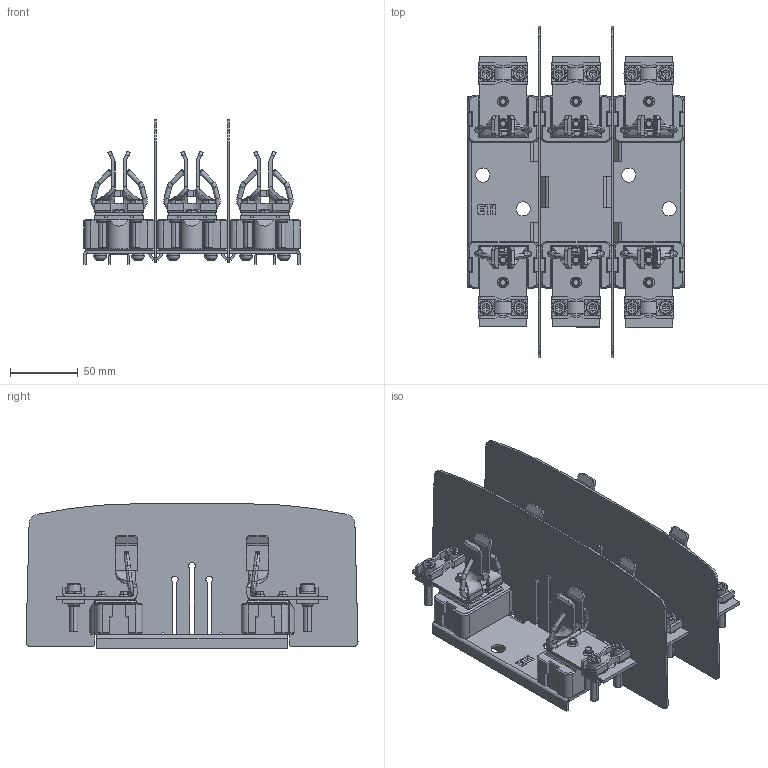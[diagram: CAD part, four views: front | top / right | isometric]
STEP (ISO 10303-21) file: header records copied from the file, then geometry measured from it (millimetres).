
FILE_DESCRIPTION((''),'2;1');
FILE_NAME('004123100_PK1_M10-M10_1P_S_ASM','2023-10-23T13:29:25',('klemen.sitar'),('Audax d.o.o.'),'CREO PARAMETRIC BY PTC INC, 2021304','CREO PARAMETRIC BY PTC INC, 2021304','');
FILE_SCHEMA(('AP242_MANAGED_MODEL_BASED_3D_ENGINEERING_MIM_LF { 1 0 10303 442 1 1 4 }'));
Length unit declared in the file: millimetre
Products named in the file (29): 0000039208_1_1; BARRIER_ASM; PRT0115_1; 0000032892_AF0_1_1_2_1; 0000032892_AF1_1_1; 0000044574_1_1_2_3_1; 0000032602_1_1; PRT0002; BASE_ASM; 0000038637_1_1_2_1; 0000038447_1_1_2_3_1; 0000038645_AF0_1_1_2_3_1; 0000032808_1_1; 0000032606_1_1_2_3_4_1; 0000053839_1_1_1_1; 0000053840_1_1_1_1; 0000053822_1_1_1_1; 0000053842_1_1_1_1; S12_BOT_ASM; CERAMIC_BOT_ASM; 0000038645_AF1_1_1_2_3_1; 0000053822_1_1; 0000053839_1_1; 0000053840_1_1; 0000053842_1_1; S12_TOP__ASM; CERAMIC_TOP_ASM; 004132200_PK1_M10-M10_3P_S_ASM; 004123100_PK1_M10-M10_1P_S_ASM
Assembly tree (71 placements, depth 5):
  004123100_PK1_M10-M10_1P_S_ASM
    004132200_PK1_M10-M10_3P_S_ASM
      BARRIER_ASM
        0000039208_1_1  x2
      BASE_ASM
        PRT0115_1
        0000032892_AF0_1_1_2_1
        0000032892_AF1_1_1
        0000044574_1_1_2_3_1  x12
        0000032602_1_1  x12
        PRT0002
      CERAMIC_BOT_ASM  x3
        0000038637_1_1_2_1
        0000038447_1_1_2_3_1
        0000038645_AF0_1_1_2_3_1
        0000032808_1_1
        0000032602_1_1
        0000032606_1_1_2_3_4_1
        S12_BOT_ASM
          0000053839_1_1_1_1
          0000053840_1_1_1_1
          0000053822_1_1_1_1  x2
          0000053842_1_1_1_1  x2
      CERAMIC_TOP_ASM  x3
        0000038637_1_1_2_1
        0000038447_1_1_2_3_1
        0000032606_1_1_2_3_4_1
        0000032808_1_1
        0000032602_1_1
        0000038645_AF1_1_1_2_3_1
        S12_TOP__ASM
          0000053822_1_1  x2
          0000053839_1_1
          0000053840_1_1
          0000053842_1_1  x2
Bounding box: 160.02 x 245.79 x 107 mm (x, y, z)
Volume: 485974.8 mm3; surface area: 329130 mm2
Topology: 122 solids, 194 shells, 3715 faces, 9536 edges, 6152 vertices
Faces by surface type: plane 1943, cylinder 1172, cone 270, torus 192, bspline 90, sphere 48
Entity records: 53876 total; most frequent: CARTESIAN_POINT 15250, DIRECTION 4881, ORIENTED_EDGE 4326, PRESENTATION_STYLE_ASSIGNMENT 2865, STYLED_ITEM 2865, EDGE_CURVE 2189, CURVE_STYLE 2069, AXIS2_PLACEMENT_3D 1761
